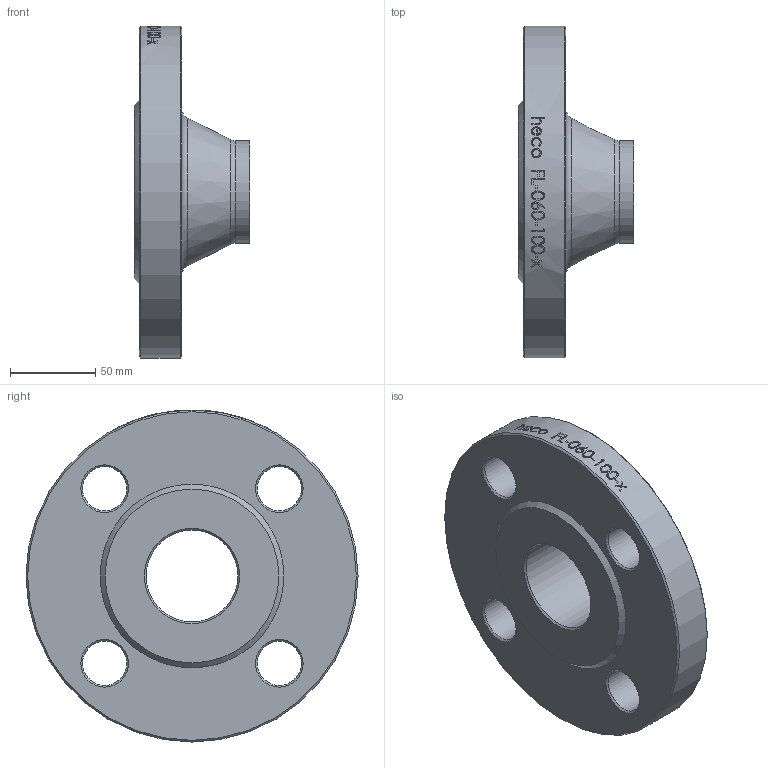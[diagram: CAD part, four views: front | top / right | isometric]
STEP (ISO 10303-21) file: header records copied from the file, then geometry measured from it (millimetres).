
FILE_DESCRIPTION (( 'STEP AP214' ), '1' );
FILE_NAME ('FL-060-100-x Vorschweissflansch EN1092 2103.STEP', '2021-03-01T15:32:42', ( '' ), ( '' ), 'SwSTEP 2.0', 'SolidWorks 2019', '' );
FILE_SCHEMA (( 'AUTOMOTIVE_DESIGN' ));
Length unit declared in the file: millimetre
Products named in the file (1): FL-060-100-x Vorschweissflansch EN1092 2103
Bounding box: 68 x 195 x 195 mm (x, y, z)
Volume: 727032.6 mm3; surface area: 91192.7 mm2
Topology: 1 solids, 1 shells, 49 faces, 203 edges, 180 vertices
Faces by surface type: cylinder 30, cone 13, plane 4, torus 2
Full cylindrical faces by diameter (mm): 26 x4, 53.9 x1, 60.3 x1, 195 x1
Entity records: 5797 total; most frequent: CARTESIAN_POINT 4053, ORIENTED_EDGE 344, DIRECTION 233, VERTEX_POINT 172, EDGE_CURVE 172, EDGE_LOOP 106, AXIS2_PLACEMENT_3D 106, B_SPLINE_CURVE_WITH_KNOTS 95
